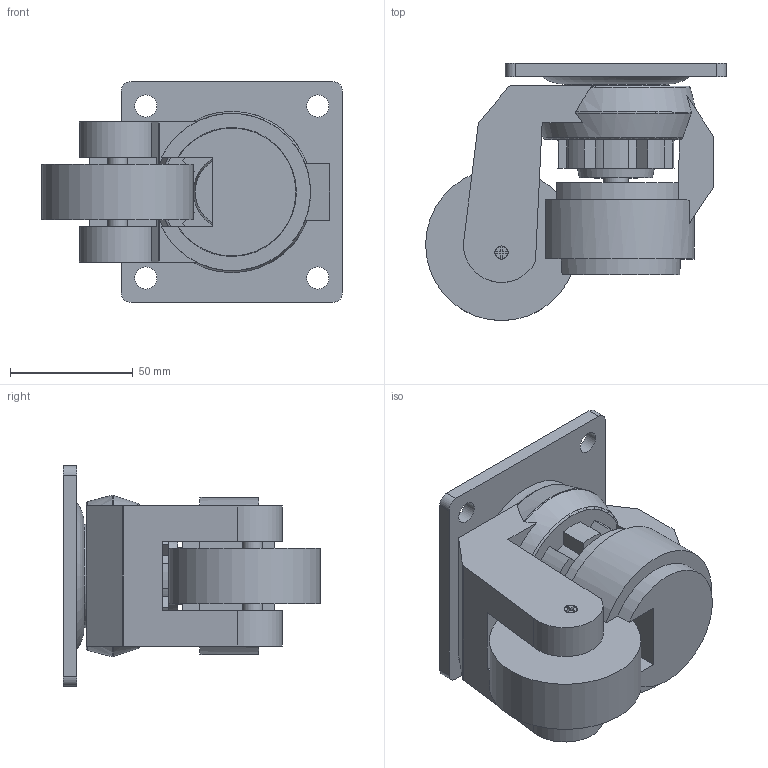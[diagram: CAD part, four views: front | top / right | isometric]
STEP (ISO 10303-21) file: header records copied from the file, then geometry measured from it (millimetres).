
FILE_DESCRIPTION( ( 'STEP AP214' ), '1' );
FILE_NAME( 'SK6-B63102P-X.stp', '2023-05-08T00:59:27', ( 'License CC BY-ND 4.0' ), ( 'CADENAS' ), ' ', 'PARTsolutions', ' ' );
FILE_SCHEMA( ( 'AUTOMOTIVE_DESIGN { 1 0 10303 214 1 1 1 1 }' ) );
Length unit declared in the file: millimetre
Products named in the file (1): _SK6-B63102P-X
Bounding box: 122.44 x 104.7 x 90 mm (x, y, z)
Volume: 382806.7 mm3; surface area: 69587.9 mm2
Topology: 1 solids, 1 shells, 153 faces, 408 edges, 271 vertices
Faces by surface type: plane 93, cylinder 51, torus 5, cone 4
Full cylindrical faces by diameter (mm): 5.42 x2, 8 x2, 9 x4, 10 x1, 32 x1, 42.182 x1, 61.8 x1
Entity records: 6027 total; most frequent: CARTESIAN_POINT 930, DIRECTION 799, ORIENTED_EDGE 784, EDGE_CURVE 392, AXIS2_PLACEMENT_3D 274, VERTEX_POINT 269, LINE 251, VECTOR 251
